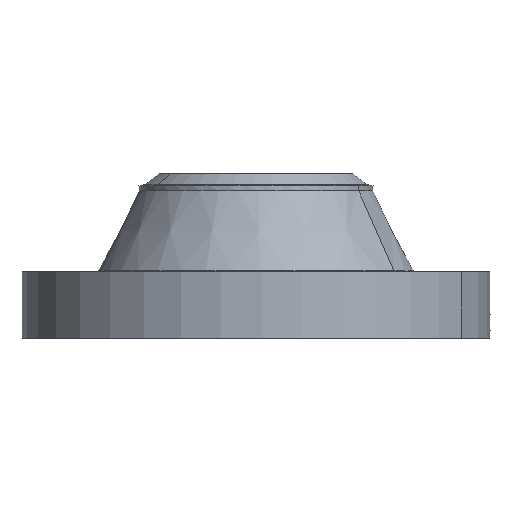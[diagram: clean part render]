
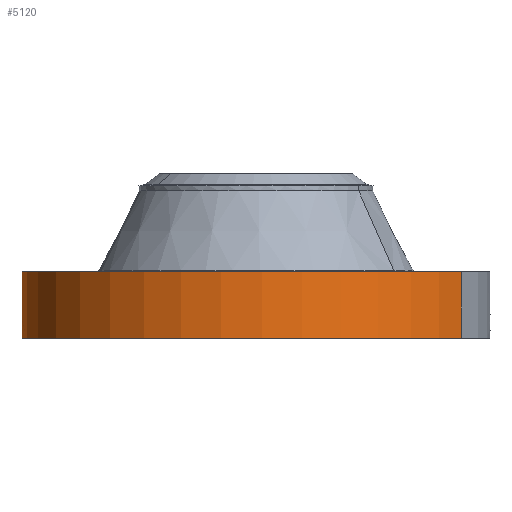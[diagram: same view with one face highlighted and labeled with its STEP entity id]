
A CAD part, left-side view. The second image highlights one B-rep face of the part: STEP entity #5120.
In plain terms, the highlighted cylindrical face has radius 273.05 mm (diameter 546.1 mm), a partial arc.
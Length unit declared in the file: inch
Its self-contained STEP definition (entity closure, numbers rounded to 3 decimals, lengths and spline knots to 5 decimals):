
#3849=AXIS2_PLACEMENT_3D('Circle Axis2P3D',#3847,#3848,$) ;
#4411=AXIS2_PLACEMENT_3D('Circle Axis2P3D',#4409,#4410,$) ;
#5015=AXIS2_PLACEMENT_3D('Cylinder Axis2P3D',#5012,#5013,#5014) ;
#3847=CARTESIAN_POINT('Axis2P3D Location',(0.,0.,0.)) ;
#3851=CARTESIAN_POINT('Vertex',(-5.15382,-9.43401,0.)) ;
#3853=CARTESIAN_POINT('Vertex',(5.15382,9.43401,0.)) ;
#4404=CARTESIAN_POINT('Vertex',(5.15382,9.43401,3.062)) ;
#4406=CARTESIAN_POINT('Vertex',(-5.15382,-9.43401,3.062)) ;
#4409=CARTESIAN_POINT('Axis2P3D Location',(0.,0.,3.062)) ;
#5012=CARTESIAN_POINT('Axis2P3D Location',(0.,0.,3.781)) ;
#5017=CARTESIAN_POINT('Line Origine',(-5.15382,-9.43401,1.531)) ;
#5022=CARTESIAN_POINT('Line Origine',(5.15382,9.43401,1.531)) ;
#5034=CARTESIAN_POINT('Control Point',(-0.05679,10.74985,1.09953)) ;
#5035=CARTESIAN_POINT('Control Point',(-0.03826,10.74995,1.10254)) ;
#5036=CARTESIAN_POINT('Control Point',(-0.01949,10.75,1.10408)) ;
#5037=CARTESIAN_POINT('Control Point',(-0.00072,10.75,1.10412)) ;
#5038=CARTESIAN_POINT('Vertex',(-0.05678,10.74985,1.09953)) ;
#5040=CARTESIAN_POINT('Vertex',(-0.00072,10.75,1.10412)) ;
#5044=CARTESIAN_POINT('Control Point',(-0.05678,10.74985,1.09953)) ;
#5045=CARTESIAN_POINT('Control Point',(-0.09666,10.74964,1.09489)) ;
#5046=CARTESIAN_POINT('Control Point',(-0.13584,10.7492,1.08297)) ;
#5047=CARTESIAN_POINT('Control Point',(-0.17186,10.74863,1.06463)) ;
#5048=CARTESIAN_POINT('Vertex',(-0.17186,10.74863,1.06463)) ;
#5052=CARTESIAN_POINT('Control Point',(-0.03058,10.74996,0.34116)) ;
#5053=CARTESIAN_POINT('Control Point',(-0.09952,10.74976,0.3499)) ;
#5054=CARTESIAN_POINT('Control Point',(-0.1661,10.74902,0.37415)) ;
#5055=CARTESIAN_POINT('Control Point',(-0.22542,10.74782,0.41303)) ;
#5056=CARTESIAN_POINT('Control Point',(-0.29742,10.74597,0.48704)) ;
#5057=CARTESIAN_POINT('Control Point',(-0.34189,10.74457,0.57703)) ;
#5058=CARTESIAN_POINT('Control Point',(-0.35331,10.7442,0.60776)) ;
#5059=CARTESIAN_POINT('Control Point',(-0.37178,10.74357,0.67915)) ;
#5060=CARTESIAN_POINT('Control Point',(-0.37346,10.74351,0.75255)) ;
#5061=CARTESIAN_POINT('Control Point',(-0.36911,10.74366,0.79325)) ;
#5062=CARTESIAN_POINT('Control Point',(-0.34684,10.74444,0.88538)) ;
#5063=CARTESIAN_POINT('Control Point',(-0.29785,10.74593,0.96664)) ;
#5064=CARTESIAN_POINT('Control Point',(-0.26184,10.74693,1.00746)) ;
#5065=CARTESIAN_POINT('Control Point',(-0.21908,10.74787,1.04059)) ;
#5066=CARTESIAN_POINT('Control Point',(-0.17186,10.74863,1.06463)) ;
#5067=CARTESIAN_POINT('Vertex',(-0.03058,10.74996,0.34116)) ;
#5071=CARTESIAN_POINT('Control Point',(-0.03058,10.74996,0.34116)) ;
#5072=CARTESIAN_POINT('Control Point',(-0.02038,10.74999,0.34087)) ;
#5073=CARTESIAN_POINT('Control Point',(-0.01018,10.75,0.34094)) ;
#5074=CARTESIAN_POINT('Control Point',(0.,10.75,0.34137)) ;
#5075=CARTESIAN_POINT('Vertex',(0.,10.75,0.34137)) ;
#5079=CARTESIAN_POINT('Control Point',(0.19299,10.74827,0.39674)) ;
#5080=CARTESIAN_POINT('Control Point',(0.14915,10.74905,0.37164)) ;
#5081=CARTESIAN_POINT('Control Point',(0.10115,10.74968,0.35364)) ;
#5082=CARTESIAN_POINT('Control Point',(0.05082,10.75,0.34353)) ;
#5083=CARTESIAN_POINT('Control Point',(0.,10.75,0.34137)) ;
#5084=CARTESIAN_POINT('Vertex',(0.19299,10.74827,0.39674)) ;
#5088=CARTESIAN_POINT('Control Point',(0.19299,10.74827,0.39674)) ;
#5089=CARTESIAN_POINT('Control Point',(0.22185,10.74775,0.41325)) ;
#5090=CARTESIAN_POINT('Control Point',(0.24902,10.74716,0.43264)) ;
#5091=CARTESIAN_POINT('Control Point',(0.2741,10.74654,0.45473)) ;
#5092=CARTESIAN_POINT('Control Point',(0.34061,10.74472,0.52685)) ;
#5093=CARTESIAN_POINT('Control Point',(0.38274,10.74322,0.61682)) ;
#5094=CARTESIAN_POINT('Control Point',(0.39743,10.74264,0.68136)) ;
#5095=CARTESIAN_POINT('Control Point',(0.39785,10.74266,0.80834)) ;
#5096=CARTESIAN_POINT('Control Point',(0.34801,10.74441,0.9234)) ;
#5097=CARTESIAN_POINT('Control Point',(0.3129,10.74556,0.9731)) ;
#5098=CARTESIAN_POINT('Control Point',(0.23458,10.74768,1.04722)) ;
#5099=CARTESIAN_POINT('Control Point',(0.13766,10.74925,1.08962)) ;
#5100=CARTESIAN_POINT('Control Point',(0.09218,10.74976,1.10159)) ;
#5101=CARTESIAN_POINT('Control Point',(0.04581,10.75,1.1064)) ;
#5102=CARTESIAN_POINT('Control Point',(-0.00003,10.75,1.10415)) ;
#5103=CARTESIAN_POINT('Vertex',(-0.00003,10.75,1.10415)) ;
#5107=CARTESIAN_POINT('Control Point',(-0.00072,10.75,1.10412)) ;
#5108=CARTESIAN_POINT('Control Point',(-0.00037,10.75,1.10414)) ;
#5109=CARTESIAN_POINT('Control Point',(-0.00003,10.75,1.10415)) ;
#3848=DIRECTION('Axis2P3D Direction',(0.,0.,-0.039)) ;
#4410=DIRECTION('Axis2P3D Direction',(0.,0.,-0.039)) ;
#5013=DIRECTION('Axis2P3D Direction',(0.,0.,-0.039)) ;
#5014=DIRECTION('Axis2P3D XDirection',(0.019,0.035,0.)) ;
#5018=DIRECTION('Vector Direction',(0.,0.,-0.039)) ;
#5023=DIRECTION('Vector Direction',(0.,0.,-0.039)) ;
#5019=VECTOR('Line Direction',#5018,0.03937) ;
#5024=VECTOR('Line Direction',#5023,0.03937) ;
#5028=ORIENTED_EDGE('',*,*,#3855,.F.) ;
#5029=ORIENTED_EDGE('',*,*,#5021,.T.) ;
#5030=ORIENTED_EDGE('',*,*,#4413,.T.) ;
#5031=ORIENTED_EDGE('',*,*,#5026,.F.) ;
#5112=ORIENTED_EDGE('',*,*,#5042,.F.) ;
#5113=ORIENTED_EDGE('',*,*,#5050,.T.) ;
#5114=ORIENTED_EDGE('',*,*,#5069,.F.) ;
#5115=ORIENTED_EDGE('',*,*,#5077,.T.) ;
#5116=ORIENTED_EDGE('',*,*,#5086,.F.) ;
#5117=ORIENTED_EDGE('',*,*,#5105,.T.) ;
#5118=ORIENTED_EDGE('',*,*,#5110,.F.) ;
#5119=FACE_BOUND('',#5111,.T.) ;
#5120=ADVANCED_FACE('PartBody',(#5032,#5119),#5016,.T.) ;
#5033=B_SPLINE_CURVE_WITH_KNOTS('',3,(#5034,#5035,#5036,#5037),.UNSPECIFIED.,.F.,.U.,(4,4),(4.43847,6.52127),.UNSPECIFIED.) ;
#5043=B_SPLINE_CURVE_WITH_KNOTS('',3,(#5044,#5045,#5046,#5047),.UNSPECIFIED.,.F.,.U.,(4,4),(0.,4.51158),.UNSPECIFIED.) ;
#5051=B_SPLINE_CURVE_WITH_KNOTS('',5,(#5052,#5053,#5054,#5055,#5056,#5057,#5058,#5059,#5060,#5061,#5062,#5063,#5064,#5065,#5066),.UNSPECIFIED.,.F.,.U.,(6,3,3,3,6),(0.,12.07633,17.94953,25.36088,35.21598),.UNSPECIFIED.) ;
#5070=B_SPLINE_CURVE_WITH_KNOTS('',3,(#5071,#5072,#5073,#5074),.UNSPECIFIED.,.F.,.U.,(4,4),(0.,1.06401),.UNSPECIFIED.) ;
#5078=B_SPLINE_CURVE_WITH_KNOTS('',4,(#5079,#5080,#5081,#5082,#5083),.UNSPECIFIED.,.F.,.U.,(5,5),(0.,7.08072),.UNSPECIFIED.) ;
#5087=B_SPLINE_CURVE_WITH_KNOTS('',5,(#5088,#5089,#5090,#5091,#5092,#5093,#5094,#5095,#5096,#5097,#5098,#5099,#5100,#5101,#5102),.UNSPECIFIED.,.F.,.U.,(6,3,3,3,6),(0.,5.82457,17.14083,27.81493,36.38295),.UNSPECIFIED.) ;
#5106=B_SPLINE_CURVE_WITH_KNOTS('',2,(#5107,#5108,#5109),.UNSPECIFIED.,.F.,.U.,(3,3),(1.03534,1.06113),.UNSPECIFIED.) ;
#3850=CIRCLE('generated circle',#3849,10.75) ;
#4412=CIRCLE('generated circle',#4411,10.75) ;
#5016=CYLINDRICAL_SURFACE('generated cylinder',#5015,10.75) ;
#3855=EDGE_CURVE('',#3852,#3854,#3850,.T.) ;
#4413=EDGE_CURVE('',#4407,#4405,#4412,.T.) ;
#5021=EDGE_CURVE('',#3852,#4407,#5020,.F.) ;
#5026=EDGE_CURVE('',#3854,#4405,#5025,.F.) ;
#5042=EDGE_CURVE('',#5039,#5041,#5033,.T.) ;
#5050=EDGE_CURVE('',#5039,#5049,#5043,.T.) ;
#5069=EDGE_CURVE('',#5068,#5049,#5051,.T.) ;
#5077=EDGE_CURVE('',#5068,#5076,#5070,.T.) ;
#5086=EDGE_CURVE('',#5085,#5076,#5078,.T.) ;
#5105=EDGE_CURVE('',#5085,#5104,#5087,.T.) ;
#5110=EDGE_CURVE('',#5041,#5104,#5106,.T.) ;
#5027=EDGE_LOOP('',(#5028,#5029,#5030,#5031)) ;
#5111=EDGE_LOOP('',(#5112,#5113,#5114,#5115,#5116,#5117,#5118)) ;
#5032=FACE_OUTER_BOUND('',#5027,.T.) ;
#5020=LINE('Line',#5017,#5019) ;
#5025=LINE('Line',#5022,#5024) ;
#3852=VERTEX_POINT('',#3851) ;
#3854=VERTEX_POINT('',#3853) ;
#4405=VERTEX_POINT('',#4404) ;
#4407=VERTEX_POINT('',#4406) ;
#5039=VERTEX_POINT('',#5038) ;
#5041=VERTEX_POINT('',#5040) ;
#5049=VERTEX_POINT('',#5048) ;
#5068=VERTEX_POINT('',#5067) ;
#5076=VERTEX_POINT('',#5075) ;
#5085=VERTEX_POINT('',#5084) ;
#5104=VERTEX_POINT('',#5103) ;
